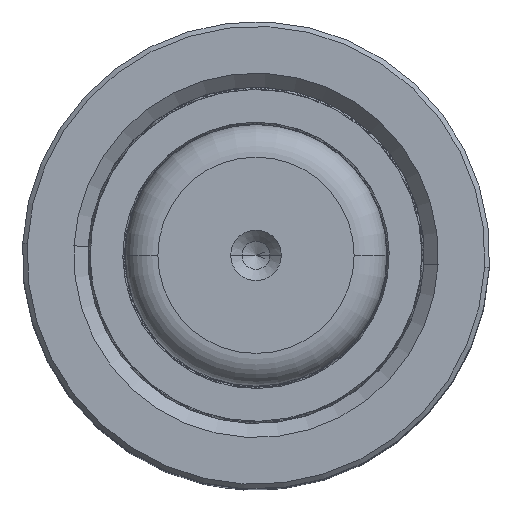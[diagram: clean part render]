
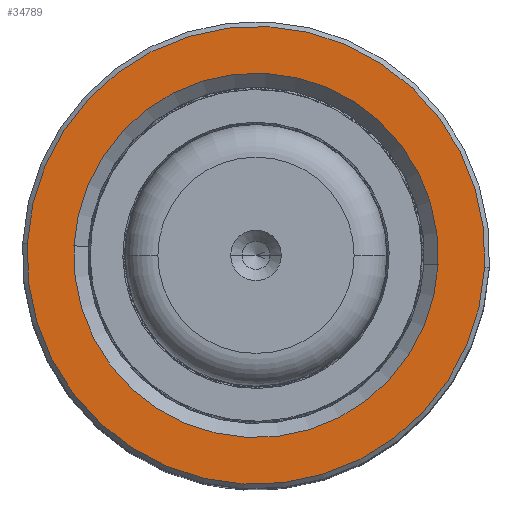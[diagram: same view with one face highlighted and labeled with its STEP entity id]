
A CAD part, top view. The second image highlights one B-rep face of the part: STEP entity #34789.
In plain terms, the highlighted planar face has unit normal (0, 0, 1).
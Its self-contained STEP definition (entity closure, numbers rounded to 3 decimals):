
#2 = CIRCLE ( 'NONE', #25184, 19.5 ) ;
#2632 = EDGE_CURVE ( 'NONE', #22772, #41826, #18665, .T. ) ;
#3126 = DIRECTION ( 'NONE',  ( 0., 0., 1. ) ) ;
#4880 = AXIS2_PLACEMENT_3D ( 'NONE', #20734, #47247, #44032 ) ;
#8851 = PLANE ( 'NONE',  #4880 ) ;
#9333 = DIRECTION ( 'NONE',  ( 1., 0., 0. ) ) ;
#9689 = EDGE_LOOP ( 'NONE', ( #37929, #13318 ) ) ;
#11558 = CIRCLE ( 'NONE', #48668, 24.5 ) ;
#11995 = CIRCLE ( 'NONE', #13264, 24.5 ) ;
#12769 = CARTESIAN_POINT ( 'NONE',  ( 0., 0., 80. ) ) ;
#13264 = AXIS2_PLACEMENT_3D ( 'NONE', #12769, #48076, #9333 ) ;
#13318 = ORIENTED_EDGE ( 'NONE', *, *, #44225, .T. ) ;
#15723 = ORIENTED_EDGE ( 'NONE', *, *, #2632, .T. ) ;
#18665 = CIRCLE ( 'NONE', #45198, 19.5 ) ;
#18761 = ORIENTED_EDGE ( 'NONE', *, *, #40059, .T. ) ;
#20485 = DIRECTION ( 'NONE',  ( 1., 0., 0. ) ) ;
#20734 = CARTESIAN_POINT ( 'NONE',  ( 0., 0., 80. ) ) ;
#22772 = VERTEX_POINT ( 'NONE', #40032 ) ;
#23709 = EDGE_CURVE ( 'NONE', #33656, #42391, #11995, .T. ) ;
#24932 = CARTESIAN_POINT ( 'NONE',  ( 0., 0., 80. ) ) ;
#25184 = AXIS2_PLACEMENT_3D ( 'NONE', #24932, #32223, #20485 ) ;
#26705 = DIRECTION ( 'NONE',  ( 1., 0., 0. ) ) ;
#30900 = CARTESIAN_POINT ( 'NONE',  ( -24.5, 0., 80. ) ) ;
#32223 = DIRECTION ( 'NONE',  ( 0., 0., -1. ) ) ;
#33656 = VERTEX_POINT ( 'NONE', #30900 ) ;
#34789 = ADVANCED_FACE ( 'NONE', ( #42737, #37885 ), #8851, .T. ) ;
#35164 = CARTESIAN_POINT ( 'NONE',  ( 24.5, 0., 80. ) ) ;
#35960 = CARTESIAN_POINT ( 'NONE',  ( -19.5, 0., 80. ) ) ;
#37885 = FACE_BOUND ( 'NONE', #48181, .T. ) ;
#37929 = ORIENTED_EDGE ( 'NONE', *, *, #23709, .T. ) ;
#38575 = CARTESIAN_POINT ( 'NONE',  ( 0., 0., 80. ) ) ;
#40032 = CARTESIAN_POINT ( 'NONE',  ( 19.5, 0., 80. ) ) ;
#40059 = EDGE_CURVE ( 'NONE', #41826, #22772, #2, .T. ) ;
#41826 = VERTEX_POINT ( 'NONE', #35960 ) ;
#42170 = DIRECTION ( 'NONE',  ( 0., 0., -1. ) ) ;
#42363 = DIRECTION ( 'NONE',  ( 1., 0., 0. ) ) ;
#42391 = VERTEX_POINT ( 'NONE', #35164 ) ;
#42737 = FACE_OUTER_BOUND ( 'NONE', #9689, .T. ) ;
#44032 = DIRECTION ( 'NONE',  ( 1., 0., 0. ) ) ;
#44225 = EDGE_CURVE ( 'NONE', #42391, #33656, #11558, .T. ) ;
#45198 = AXIS2_PLACEMENT_3D ( 'NONE', #38575, #42170, #26705 ) ;
#47247 = DIRECTION ( 'NONE',  ( 0., 0., 1. ) ) ;
#48076 = DIRECTION ( 'NONE',  ( 0., 0., 1. ) ) ;
#48181 = EDGE_LOOP ( 'NONE', ( #15723, #18761 ) ) ;
#48668 = AXIS2_PLACEMENT_3D ( 'NONE', #49983, #3126, #42363 ) ;
#49983 = CARTESIAN_POINT ( 'NONE',  ( 0., 0., 80. ) ) ;
